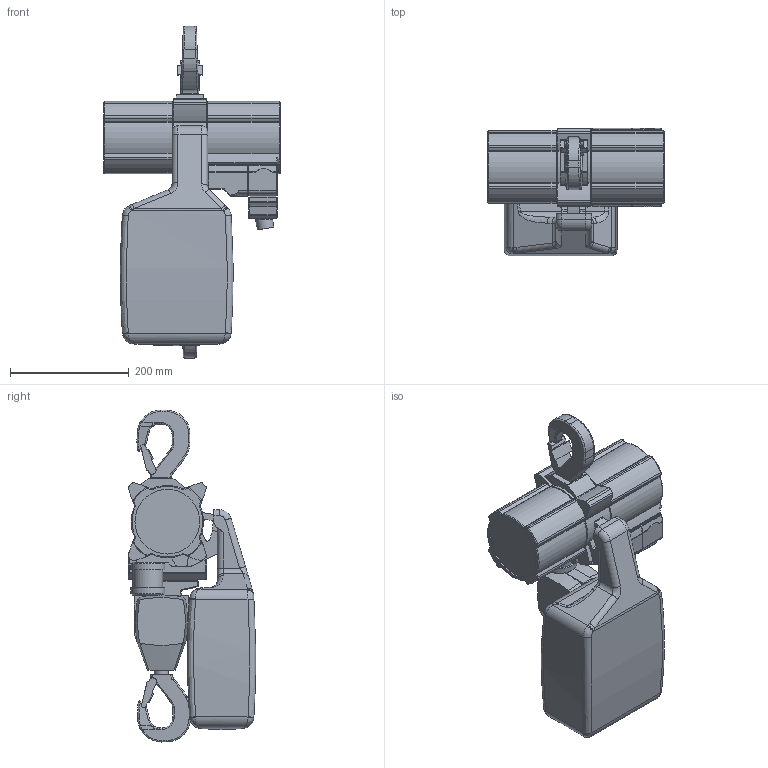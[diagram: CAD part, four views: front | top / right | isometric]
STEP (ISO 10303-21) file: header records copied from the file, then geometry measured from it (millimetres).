
FILE_DESCRIPTION(('STEP AP214'),'1');
FILE_NAME('PMH Profil Lufttelfer 2000-2 TI.stp','2013-06-25T12:00:03',(' '),(' '),'Spatial InterOp 3D',' ',' ');
FILE_SCHEMA(('automotive_design'));
Length unit declared in the file: metre
Products named in the file (15): Geraet Profi   2 TI LUFT DP; Mittelteil Profi   025-2 TI; Getriebe TI 25-97; Motor NM1BI LUFT DP; Motor NM1BI; Steuerventil NM1BI; DP 025-2TI; Luftanschluss NM1BI; Lasthaken   1T TI; Unterflasche   2T TI mit Haken; Unterflasche   2T; Lasthaken   2T TI; Pufferpaket 7er Kette; PMH Profil Lufttelfer 2000_2 TI; Kettenkasten Typ K II TS
Assembly tree (14 placements, depth 4):
  PMH Profil Lufttelfer 2000_2 TI
    Geraet Profi   2 TI LUFT DP
      Mittelteil Profi   025-2 TI
      Getriebe TI 25-97
      Motor NM1BI LUFT DP
        Motor NM1BI
        Steuerventil NM1BI
        DP 025-2TI
        Luftanschluss NM1BI
      Lasthaken   1T TI
      Unterflasche   2T TI mit Haken
        Unterflasche   2T
        Lasthaken   2T TI
        Pufferpaket 7er Kette
    Kettenkasten Typ K II TS
Bounding box: 296.7 x 214.96 x 559 mm (x, y, z)
Volume: 11076834.5 mm3; surface area: 613771.1 mm2
Topology: 11 solids, 11 shells, 878 faces, 2227 edges, 1357 vertices
Faces by surface type: cylinder 429, plane 185, bspline 114, torus 96, sphere 32, cone 22
Full cylindrical faces by diameter (mm): 8 x1, 18.3 x1, 23.8 x1, 28 x1, 50 x1, 52 x2, 58 x2, 109 x1
Entity records: 43766 total; most frequent: CARTESIAN_POINT 15154, DIRECTION 4858, ORIENTED_EDGE 4382, EDGE_CURVE 2191, AXIS2_PLACEMENT_3D 2005, VERTEX_POINT 1351, CIRCLE 1049, EDGE_LOOP 902
